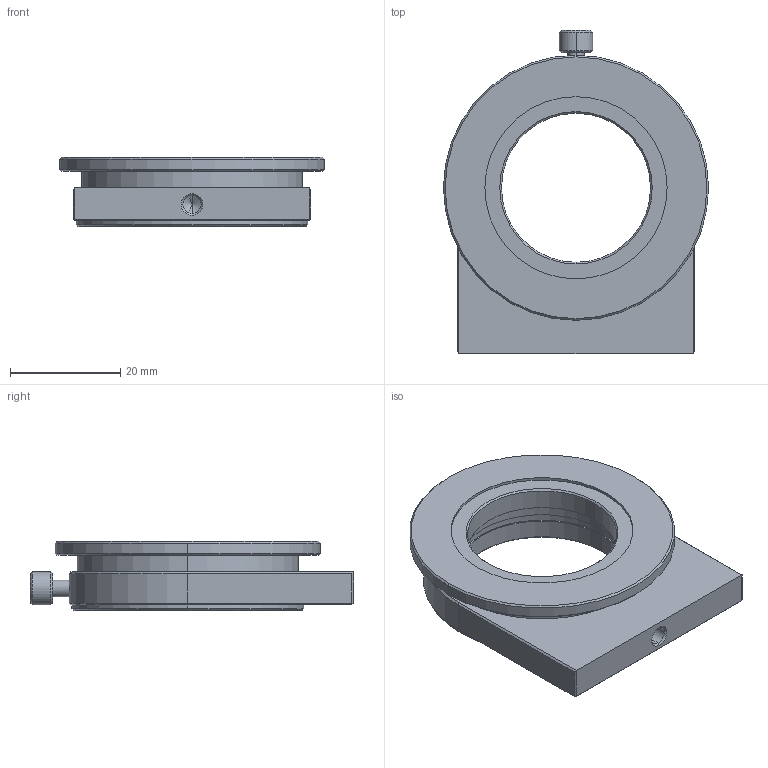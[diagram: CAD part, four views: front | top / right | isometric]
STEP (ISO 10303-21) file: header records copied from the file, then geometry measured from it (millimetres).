
FILE_DESCRIPTION (( 'STEP AP203' ), '1' );
FILE_NAME ('GCM-0903M三维外形图.STEP', '2016-12-30T00:42:52', ( '' ), ( '' ), 'SwSTEP 2.0', 'SolidWorks 2015', '' );
FILE_SCHEMA (( 'CONFIG_CONTROL_DESIGN' ));
Length unit declared in the file: millimetre
Products named in the file (2): GCM-0903M三维外形图
Bounding box: 48 x 58.5 x 12.5 mm (x, y, z)
Volume: 13264.9 mm3; surface area: 7145.7 mm2
Topology: 1 solids, 1 shells, 66 faces, 135 edges, 79 vertices
Faces by surface type: cylinder 23, plane 23, cone 20
Entity records: 1912 total; most frequent: CARTESIAN_POINT 330, DIRECTION 329, ORIENTED_EDGE 266, EDGE_CURVE 133, AXIS2_PLACEMENT_3D 130, VERTEX_POINT 79, EDGE_LOOP 78, LINE 69
